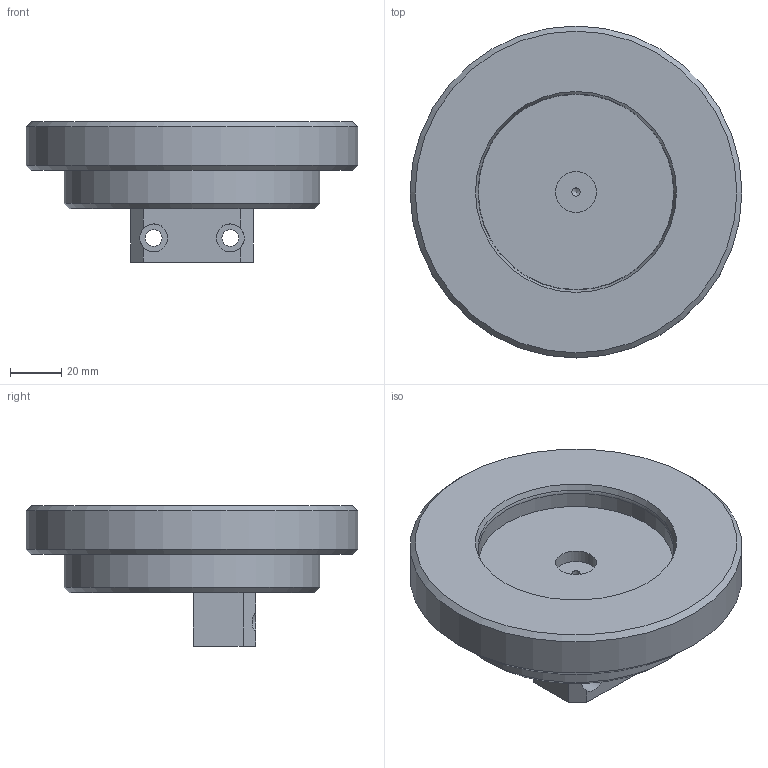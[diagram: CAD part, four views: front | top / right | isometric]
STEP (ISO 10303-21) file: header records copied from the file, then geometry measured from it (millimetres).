
FILE_DESCRIPTION(/* description */ ('Bauteilaufnahme'),/* implementation_level */ '2;1');
FILE_NAME(/* name */ '00054931.stp',/* time_stamp */ '2023-08-24T15:56:30+02:00',/* author */ ('MD13'),/* organization */ (''),/* preprocessor_version */ 'ST-DEVELOPER v19.2',/* originating_system */ 'Autodesk Inventor 2023',/* authorisation */ '');
FILE_SCHEMA (('AUTOMOTIVE_DESIGN { 1 0 10303 214 3 1 1 }'));
Length unit declared in the file: millimetre
Products named in the file (1): 00054931
Bounding box: 130 x 130 x 55 mm (x, y, z)
Volume: 337582.1 mm3; surface area: 44759.9 mm2
Topology: 1 solids, 1 shells, 36 faces, 87 edges, 57 vertices
Faces by surface type: plane 19, cylinder 11, cone 5, torus 1
Full cylindrical faces by diameter (mm): 3.242 x1, 6.6 x2, 11 x2, 16 x1, 20 x1, 76.5 x1, 100 x1, 130 x1
Entity records: 1112 total; most frequent: DIRECTION 199, CARTESIAN_POINT 180, ORIENTED_EDGE 172, EDGE_CURVE 86, AXIS2_PLACEMENT_3D 76, VERTEX_POINT 57, LINE 47, VECTOR 47
